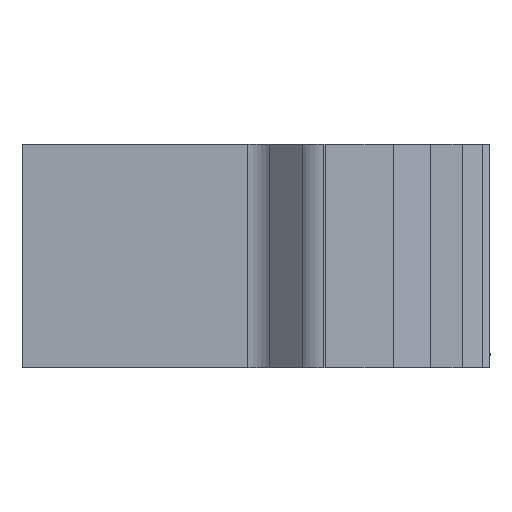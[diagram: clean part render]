
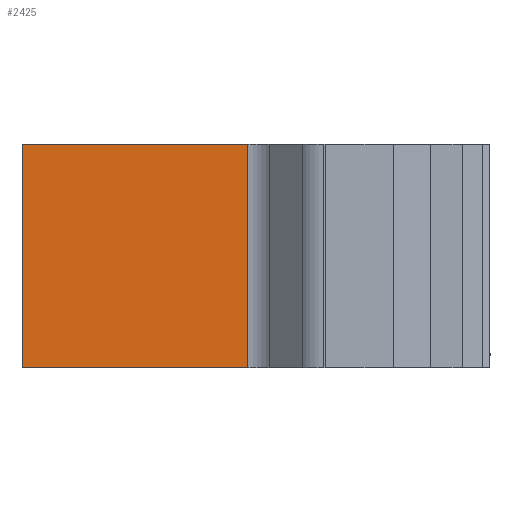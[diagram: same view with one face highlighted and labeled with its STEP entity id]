
A CAD part, left-side view. The second image highlights one B-rep face of the part: STEP entity #2425.
In plain terms, the highlighted planar face has unit normal (-1, 0, 0).
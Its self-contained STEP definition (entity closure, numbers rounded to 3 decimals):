
#52 = LINE ( 'NONE', #2691, #551 ) ;
#448 = CARTESIAN_POINT ( 'NONE',  ( -21.6, 13.35, -10.8 ) ) ;
#481 = DIRECTION ( 'NONE',  ( 0., 1., 0. ) ) ;
#526 = VECTOR ( 'NONE', #2271, 1000. ) ;
#529 = VECTOR ( 'NONE', #2061, 1000. ) ;
#551 = VECTOR ( 'NONE', #2558, 1000. ) ;
#556 = LINE ( 'NONE', #2324, #526 ) ;
#574 = LINE ( 'NONE', #1978, #529 ) ;
#786 = CARTESIAN_POINT ( 'NONE',  ( -21.6, 45.5, 11.2 ) ) ;
#788 = VECTOR ( 'NONE', #481, 1000. ) ;
#803 = LINE ( 'NONE', #448, #788 ) ;
#899 = DIRECTION ( 'NONE',  ( 0., 0., -1. ) ) ;
#905 = DIRECTION ( 'NONE',  ( 1., 0., 0. ) ) ;
#909 = PLANE ( 'NONE',  #4106 ) ;
#921 = CARTESIAN_POINT ( 'NONE',  ( -21.6, 13.35, 10.7 ) ) ;
#1025 = FACE_OUTER_BOUND ( 'NONE', #2551, .T. ) ;
#1978 = CARTESIAN_POINT ( 'NONE',  ( -21.6, 23.307, 10.7 ) ) ;
#2061 = DIRECTION ( 'NONE',  ( 0., 0., 1. ) ) ;
#2271 = DIRECTION ( 'NONE',  ( 0., -1., 0. ) ) ;
#2324 = CARTESIAN_POINT ( 'NONE',  ( -21.6, 23.307, 11.2 ) ) ;
#2425 = ADVANCED_FACE ( 'NONE', ( #1025 ), #909, .F. ) ;
#2506 = VERTEX_POINT ( 'NONE', #786 ) ;
#2551 = EDGE_LOOP ( 'NONE', ( #3721, #3724, #3729, #3739 ) ) ;
#2558 = DIRECTION ( 'NONE',  ( 0., 0., 1. ) ) ;
#2691 = CARTESIAN_POINT ( 'NONE',  ( -21.6, 45.5, 10.7 ) ) ;
#3170 = EDGE_CURVE ( 'NONE', #4577, #4634, #803, .T. ) ;
#3721 = ORIENTED_EDGE ( 'NONE', *, *, #4203, .F. ) ;
#3724 = ORIENTED_EDGE ( 'NONE', *, *, #4170, .F. ) ;
#3729 = ORIENTED_EDGE ( 'NONE', *, *, #3170, .F. ) ;
#3739 = ORIENTED_EDGE ( 'NONE', *, *, #4221, .T. ) ;
#4106 = AXIS2_PLACEMENT_3D ( 'NONE', #921, #905, #899 ) ;
#4170 = EDGE_CURVE ( 'NONE', #4634, #2506, #52, .T. ) ;
#4203 = EDGE_CURVE ( 'NONE', #2506, #4561, #556, .T. ) ;
#4221 = EDGE_CURVE ( 'NONE', #4577, #4561, #574, .T. ) ;
#4244 = CARTESIAN_POINT ( 'NONE',  ( -21.6, 45.5, -10.8 ) ) ;
#4330 = CARTESIAN_POINT ( 'NONE',  ( -21.6, 23.307, -10.8 ) ) ;
#4407 = CARTESIAN_POINT ( 'NONE',  ( -21.6, 23.307, 11.2 ) ) ;
#4561 = VERTEX_POINT ( 'NONE', #4407 ) ;
#4577 = VERTEX_POINT ( 'NONE', #4330 ) ;
#4634 = VERTEX_POINT ( 'NONE', #4244 ) ;
